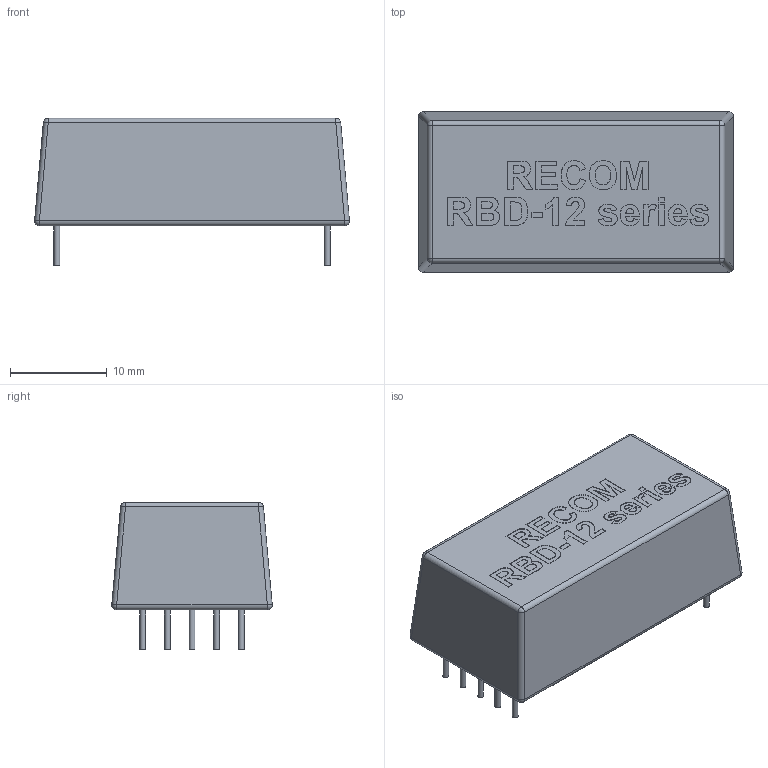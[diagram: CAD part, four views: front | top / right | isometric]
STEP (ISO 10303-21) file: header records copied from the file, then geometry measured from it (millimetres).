
FILE_DESCRIPTION( ( 'Unknown' ), '1' );
FILE_NAME( 'RBD.stp', 'Unknown', ( 'Unknown' ), ( 'Unknown' ), 'XStep 1.0', 'Unknown', ' ' );
FILE_SCHEMA( ( 'automotive_design' ) );
Length unit declared in the file: millimetre
Products named in the file (1): 1
Bounding box: 32.5 x 16.55 x 15.2 mm (x, y, z)
Volume: 5486.8 mm3; surface area: 2059.6 mm2
Topology: 1 solids, 1 shells, 179 faces, 416 edges, 264 vertices
Faces by surface type: plane 117, extrusion 35, cylinder 19, sphere 8
Full cylindrical faces by diameter (mm): 0.6 x7
Entity records: 8113 total; most frequent: CARTESIAN_POINT 3077, ORIENTED_EDGE 798, DIRECTION 536, EDGE_CURVE 399, VERTEX_POINT 264, B_SPLINE_CURVE_WITH_KNOTS 261, EDGE_LOOP 221, FACE_OUTER_BOUND 188
